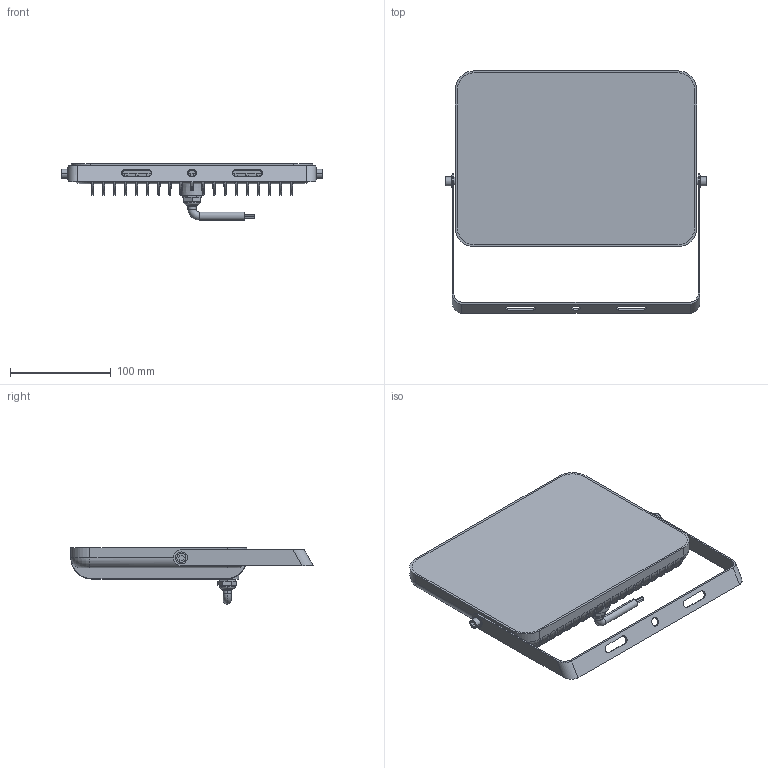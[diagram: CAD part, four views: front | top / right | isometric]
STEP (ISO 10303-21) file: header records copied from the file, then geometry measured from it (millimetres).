
FILE_DESCRIPTION (( 'STEP AP203' ), '1' );
FILE_NAME ('LPDO601-100-65-K02 Ïðîæåêòîð ÑÄÎ 06-100 ñâåòîäèîäíûé ÷åðíûé IP65 6500 K IEK.STEP', '2018-03-16T06:45:46', ( '' ), ( '' ), 'SwSTEP 2.0', 'SolidWorks 2014', '' );
FILE_SCHEMA (( 'CONFIG_CONTROL_DESIGN' ));
Length unit declared in the file: millimetre
Products named in the file (2): LPDO601-100-65-K02 Ïðîæåêòîð ÑÄÎ 06-100 ñâåòîäèîäíûé ÷åðíûé IP65 6500 K IEK
Bounding box: 260.2 x 241 x 56 mm (x, y, z)
Volume: 357315.9 mm3; surface area: 375730.2 mm2
Topology: 12 solids, 12 shells, 538 faces, 1296 edges, 792 vertices
Faces by surface type: cylinder 225, plane 202, bspline 92, torus 14, cone 5
Entity records: 19551 total; most frequent: CARTESIAN_POINT 8051, ORIENTED_EDGE 2592, DIRECTION 2126, EDGE_CURVE 1296, VERTEX_POINT 792, AXIS2_PLACEMENT_3D 753, VECTOR 620, LINE 620
